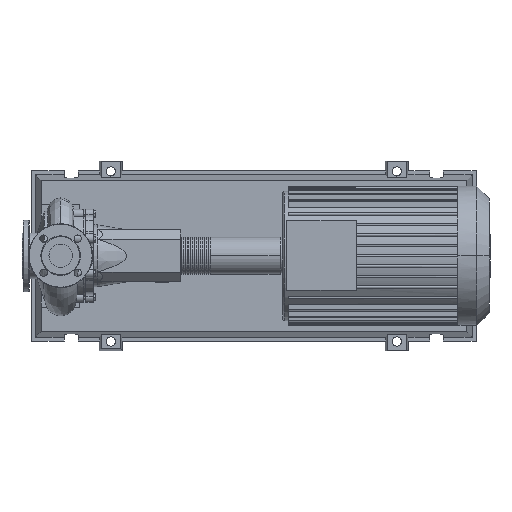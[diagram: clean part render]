
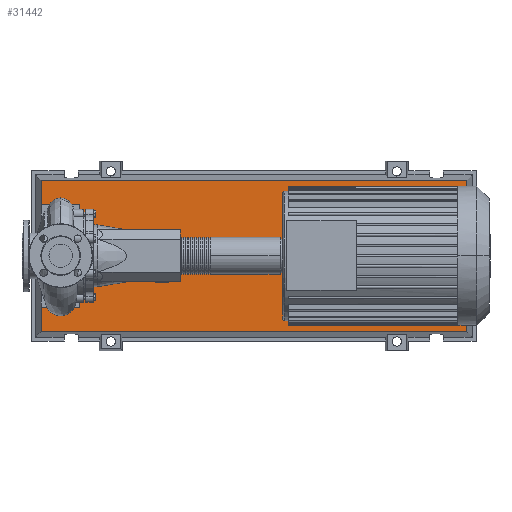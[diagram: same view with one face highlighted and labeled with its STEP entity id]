
A CAD part, top view. The second image highlights one B-rep face of the part: STEP entity #31442.
In plain terms, the highlighted planar face has unit normal (0, 0, 1).
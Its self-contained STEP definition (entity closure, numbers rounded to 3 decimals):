
#31123=CARTESIAN_POINT('',(1050.471,-195.471,103.0));
#31124=VERTEX_POINT('',#31123);
#31131=CARTESIAN_POINT('',(-50.471,-195.471,103.0));
#31132=VERTEX_POINT('',#31131);
#31133=CARTESIAN_POINT('',(1050.471,-195.471,103.0));
#31134=DIRECTION('',(-1.0,0.0,0.0));
#31135=VECTOR('',#31134,1100.941);
#31136=LINE('',#31133,#31135);
#31137=EDGE_CURVE('',#31124,#31132,#31136,.T.);
#31355=CARTESIAN_POINT('',(1050.471,195.471,103.0));
#31356=VERTEX_POINT('',#31355);
#31357=CARTESIAN_POINT('',(1050.471,195.471,103.0));
#31358=DIRECTION('',(0.0,-1.0,0.0));
#31359=VECTOR('',#31358,390.941);
#31360=LINE('',#31357,#31359);
#31361=EDGE_CURVE('',#31356,#31124,#31360,.T.);
#31379=CARTESIAN_POINT('',(-50.471,195.471,103.0));
#31380=VERTEX_POINT('',#31379);
#31381=CARTESIAN_POINT('',(-50.471,-195.471,103.0));
#31382=DIRECTION('',(0.0,1.0,0.0));
#31383=VECTOR('',#31382,390.941);
#31384=LINE('',#31381,#31383);
#31385=EDGE_CURVE('',#31132,#31380,#31384,.T.);
#31418=CARTESIAN_POINT('',(-50.471,195.471,103.0));
#31419=DIRECTION('',(1.0,0.0,0.0));
#31420=VECTOR('',#31419,1100.941);
#31421=LINE('',#31418,#31420);
#31422=EDGE_CURVE('',#31380,#31356,#31421,.T.);
#31431=CARTESIAN_POINT('',(500.,0.,103.0));
#31432=DIRECTION('',(0.0,0.0,1.0));
#31433=DIRECTION('',(1.0,0.0,0.0));
#31434=AXIS2_PLACEMENT_3D('',#31431,#31432,#31433);
#31435=PLANE('',#31434);
#31436=ORIENTED_EDGE('',*,*,#31361,.F.);
#31437=ORIENTED_EDGE('',*,*,#31422,.F.);
#31438=ORIENTED_EDGE('',*,*,#31385,.F.);
#31439=ORIENTED_EDGE('',*,*,#31137,.F.);
#31440=EDGE_LOOP('',(#31436,#31437,#31438,#31439));
#31441=FACE_OUTER_BOUND('',#31440,.T.);
#31442=ADVANCED_FACE('',(#31441),#31435,.T.);
